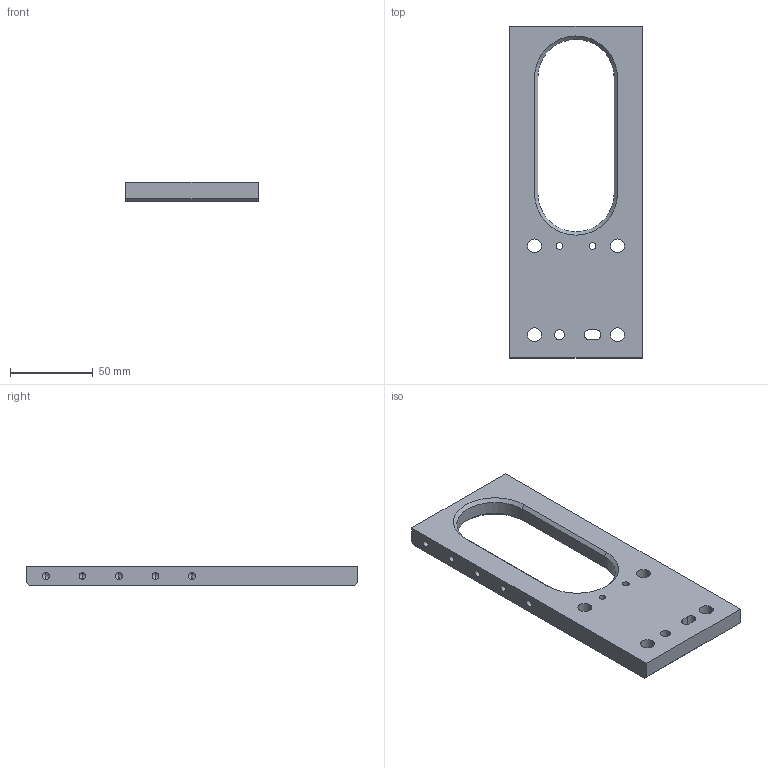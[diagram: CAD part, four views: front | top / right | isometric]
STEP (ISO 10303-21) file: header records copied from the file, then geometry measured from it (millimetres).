
FILE_DESCRIPTION (( 'STEP AP214' ), '1' );
FILE_NAME ('ASM_120_P_11_Plaque_d''interfaçage.STEP', '2020-06-04T10:18:53', ( '' ), ( '' ), 'SwSTEP 2.0', 'SolidWorks 2018', '' );
FILE_SCHEMA (( 'AUTOMOTIVE_DESIGN' ));
Length unit declared in the file: millimetre
Products named in the file (1): ASM_120_P_11_Plaque_d''interfaçage
Bounding box: 80 x 200 x 12 mm (x, y, z)
Volume: 126339.7 mm3; surface area: 34622.3 mm2
Topology: 1 solids, 1 shells, 87 faces, 223 edges, 126 vertices
Faces by surface type: cylinder 43, cone 28, plane 16
Entity records: 2709 total; most frequent: DIRECTION 465, CARTESIAN_POINT 413, ORIENTED_EDGE 398, EDGE_CURVE 199, AXIS2_PLACEMENT_3D 178, VERTEX_POINT 126, EDGE_LOOP 117, VECTOR 109
